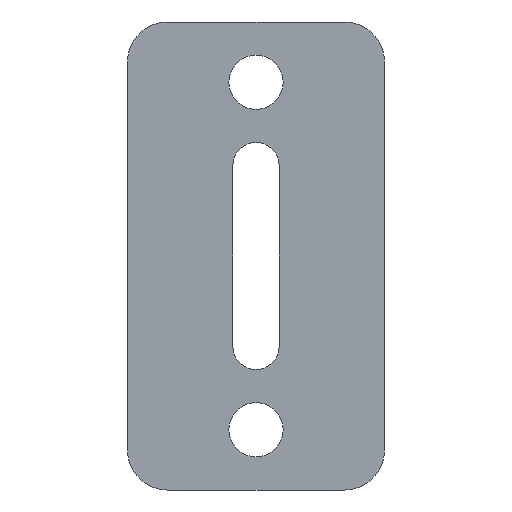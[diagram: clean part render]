
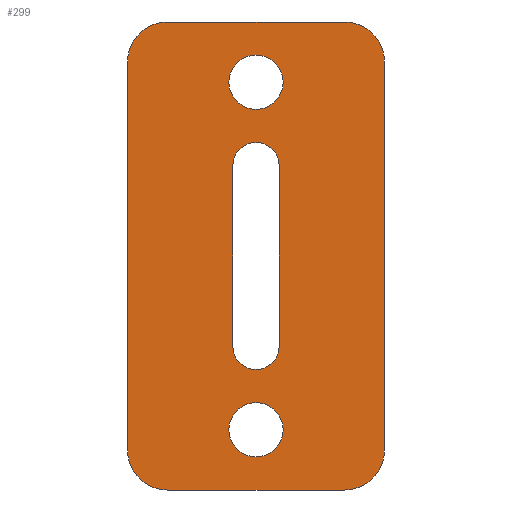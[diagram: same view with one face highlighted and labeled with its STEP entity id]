
A CAD part, front view. The second image highlights one B-rep face of the part: STEP entity #299.
In plain terms, the highlighted planar face has unit normal (0, -1, 0).
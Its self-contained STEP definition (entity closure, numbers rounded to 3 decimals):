
#15=FACE_BOUND('',#48,.T.);
#16=FACE_BOUND('',#49,.T.);
#17=FACE_BOUND('',#50,.T.);
#22=PLANE('',#331);
#31=FACE_OUTER_BOUND('',#47,.T.);
#47=EDGE_LOOP('',(#213,#214,#215,#216,#217,#218,#219,#220));
#48=EDGE_LOOP('',(#221,#222,#223,#224));
#49=EDGE_LOOP('',(#225));
#50=EDGE_LOOP('',(#226));
#69=LINE('',#463,#95);
#72=LINE('',#469,#98);
#73=LINE('',#473,#99);
#74=LINE('',#477,#100);
#75=LINE('',#483,#101);
#76=LINE('',#486,#102);
#95=VECTOR('',#371,10.);
#98=VECTOR('',#376,10.);
#99=VECTOR('',#379,10.);
#100=VECTOR('',#382,10.);
#101=VECTOR('',#387,10.);
#102=VECTOR('',#390,10.);
#119=CIRCLE('',#328,2.);
#121=CIRCLE('',#332,2.);
#122=CIRCLE('',#333,2.);
#123=CIRCLE('',#334,2.);
#124=CIRCLE('',#335,1.15);
#125=CIRCLE('',#336,1.15);
#126=CIRCLE('',#337,1.35);
#127=CIRCLE('',#338,1.35);
#135=VERTEX_POINT('',#453);
#136=VERTEX_POINT('',#454);
#139=VERTEX_POINT('',#462);
#141=VERTEX_POINT('',#468);
#142=VERTEX_POINT('',#470);
#143=VERTEX_POINT('',#472);
#144=VERTEX_POINT('',#474);
#145=VERTEX_POINT('',#476);
#146=VERTEX_POINT('',#479);
#147=VERTEX_POINT('',#480);
#148=VERTEX_POINT('',#482);
#149=VERTEX_POINT('',#484);
#150=VERTEX_POINT('',#487);
#151=VERTEX_POINT('',#489);
#163=EDGE_CURVE('',#135,#136,#119,.T.);
#167=EDGE_CURVE('',#139,#136,#69,.T.);
#170=EDGE_CURVE('',#135,#141,#72,.T.);
#171=EDGE_CURVE('',#142,#141,#121,.T.);
#172=EDGE_CURVE('',#142,#143,#73,.T.);
#173=EDGE_CURVE('',#144,#143,#122,.T.);
#174=EDGE_CURVE('',#144,#145,#74,.T.);
#175=EDGE_CURVE('',#139,#145,#123,.T.);
#176=EDGE_CURVE('',#146,#147,#124,.T.);
#177=EDGE_CURVE('',#147,#148,#75,.T.);
#178=EDGE_CURVE('',#148,#149,#125,.T.);
#179=EDGE_CURVE('',#149,#146,#76,.T.);
#180=EDGE_CURVE('',#150,#150,#126,.T.);
#181=EDGE_CURVE('',#151,#151,#127,.T.);
#213=ORIENTED_EDGE('',*,*,#163,.F.);
#214=ORIENTED_EDGE('',*,*,#170,.T.);
#215=ORIENTED_EDGE('',*,*,#171,.F.);
#216=ORIENTED_EDGE('',*,*,#172,.T.);
#217=ORIENTED_EDGE('',*,*,#173,.F.);
#218=ORIENTED_EDGE('',*,*,#174,.T.);
#219=ORIENTED_EDGE('',*,*,#175,.F.);
#220=ORIENTED_EDGE('',*,*,#167,.T.);
#221=ORIENTED_EDGE('',*,*,#176,.T.);
#222=ORIENTED_EDGE('',*,*,#177,.T.);
#223=ORIENTED_EDGE('',*,*,#178,.T.);
#224=ORIENTED_EDGE('',*,*,#179,.T.);
#225=ORIENTED_EDGE('',*,*,#180,.T.);
#226=ORIENTED_EDGE('',*,*,#181,.T.);
#299=ADVANCED_FACE('',(#31,#15,#16,#17),#22,.F.);
#328=AXIS2_PLACEMENT_3D('',#455,#363,#364);
#331=AXIS2_PLACEMENT_3D('',#467,#374,#375);
#332=AXIS2_PLACEMENT_3D('',#471,#377,#378);
#333=AXIS2_PLACEMENT_3D('',#475,#380,#381);
#334=AXIS2_PLACEMENT_3D('',#478,#383,#384);
#335=AXIS2_PLACEMENT_3D('',#481,#385,#386);
#336=AXIS2_PLACEMENT_3D('',#485,#388,#389);
#337=AXIS2_PLACEMENT_3D('',#488,#391,#392);
#338=AXIS2_PLACEMENT_3D('',#490,#393,#394);
#363=DIRECTION('center_axis',(0.,1.,0.));
#364=DIRECTION('ref_axis',(0.707,0.,-0.707));
#371=DIRECTION('',(1.,0.,0.));
#374=DIRECTION('center_axis',(0.,1.,0.));
#375=DIRECTION('ref_axis',(1.,0.,0.));
#376=DIRECTION('',(0.,0.,1.));
#377=DIRECTION('center_axis',(0.,1.,0.));
#378=DIRECTION('ref_axis',(0.707,0.,0.707));
#379=DIRECTION('',(-1.,0.,0.));
#380=DIRECTION('center_axis',(0.,1.,0.));
#381=DIRECTION('ref_axis',(-0.707,0.,0.707));
#382=DIRECTION('',(0.,0.,-1.));
#383=DIRECTION('center_axis',(0.,1.,0.));
#384=DIRECTION('ref_axis',(-0.707,0.,-0.707));
#385=DIRECTION('center_axis',(0.,1.,0.));
#386=DIRECTION('ref_axis',(-1.,0.,0.));
#387=DIRECTION('',(0.,0.,-1.));
#388=DIRECTION('center_axis',(0.,1.,0.));
#389=DIRECTION('ref_axis',(1.,0.,0.));
#390=DIRECTION('',(0.,0.,1.));
#391=DIRECTION('center_axis',(0.,1.,0.));
#392=DIRECTION('ref_axis',(1.,0.,0.));
#393=DIRECTION('center_axis',(0.,1.,0.));
#394=DIRECTION('ref_axis',(1.,0.,0.));
#453=CARTESIAN_POINT('',(12.8,-34.763,-17.25));
#454=CARTESIAN_POINT('',(10.8,-34.763,-19.25));
#455=CARTESIAN_POINT('Origin',(10.8,-34.763,-17.25));
#462=CARTESIAN_POINT('',(2.,-34.763,-19.25));
#463=CARTESIAN_POINT('',(0.,-34.763,-19.25));
#467=CARTESIAN_POINT('Origin',(6.4,-34.763,-7.6));
#468=CARTESIAN_POINT('',(12.8,-34.763,2.05));
#469=CARTESIAN_POINT('',(12.8,-34.763,-19.25));
#470=CARTESIAN_POINT('',(10.8,-34.763,4.05));
#471=CARTESIAN_POINT('Origin',(10.8,-34.763,2.05));
#472=CARTESIAN_POINT('',(2.,-34.763,4.05));
#473=CARTESIAN_POINT('',(12.8,-34.763,4.05));
#474=CARTESIAN_POINT('',(0.,-34.763,2.05));
#475=CARTESIAN_POINT('Origin',(2.,-34.763,2.05));
#476=CARTESIAN_POINT('',(0.,-34.763,-17.25));
#477=CARTESIAN_POINT('',(0.,-34.763,4.05));
#478=CARTESIAN_POINT('Origin',(2.,-34.763,-17.25));
#479=CARTESIAN_POINT('',(5.25,-34.763,-3.1));
#480=CARTESIAN_POINT('',(7.55,-34.763,-3.1));
#481=CARTESIAN_POINT('Origin',(6.4,-34.763,-3.1));
#482=CARTESIAN_POINT('',(7.55,-34.763,-12.1));
#483=CARTESIAN_POINT('',(7.55,-34.763,-3.1));
#484=CARTESIAN_POINT('',(5.25,-34.763,-12.1));
#485=CARTESIAN_POINT('Origin',(6.4,-34.763,-12.1));
#486=CARTESIAN_POINT('',(5.25,-34.763,-12.1));
#487=CARTESIAN_POINT('',(5.05,-34.763,1.05));
#488=CARTESIAN_POINT('Origin',(6.4,-34.763,1.05));
#489=CARTESIAN_POINT('',(5.05,-34.763,-16.25));
#490=CARTESIAN_POINT('Origin',(6.4,-34.763,-16.25));
